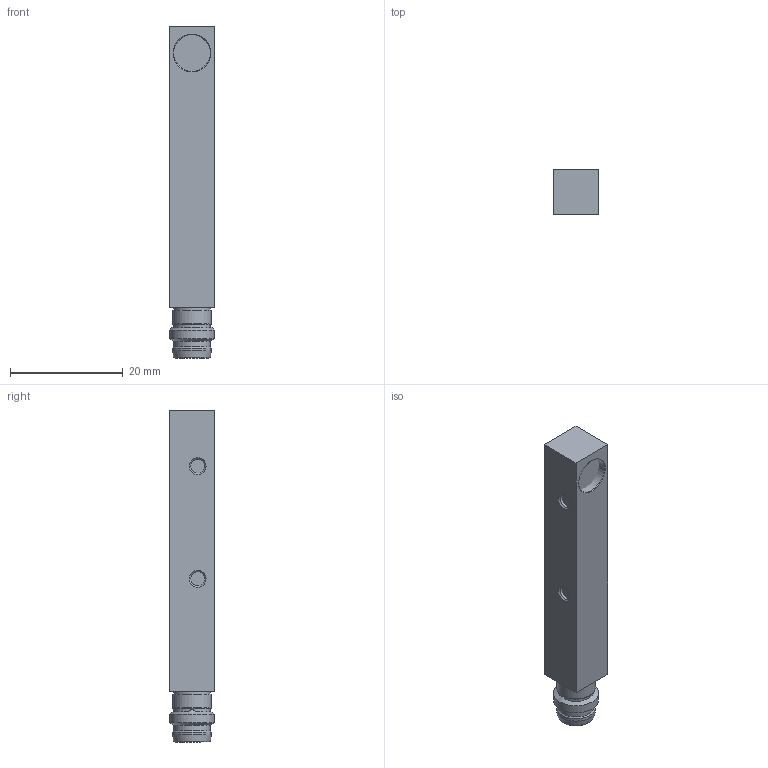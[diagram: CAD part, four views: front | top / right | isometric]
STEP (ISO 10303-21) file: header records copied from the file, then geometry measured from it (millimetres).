
FILE_DESCRIPTION (( 'STEP AP214' ), '1' );
FILE_NAME ('CR8-AP-3F.STEP', '2018-04-11T18:11:21', ( '' ), ( '' ), 'SwSTEP 2.0', 'SolidWorks 2017', '' );
FILE_SCHEMA (( 'AUTOMOTIVE_DESIGN' ));
Length unit declared in the file: inch
Products named in the file (1): CR8-AP-3F
Bounding box: 8 x 8 x 59 mm (x, y, z)
Volume: 3593.8 mm3; surface area: 4023.1 mm2
Topology: 2 solids, 2 shells, 63 faces, 153 edges, 96 vertices
Faces by surface type: plane 23, cylinder 23, cone 11, bspline 3, sphere 2, torus 1
Full cylindrical faces by diameter (mm): 1 x2, 1.016 x1, 2.5 x2, 5.8 x1, 6.1 x1, 6.5 x3, 6.8 x1, 6.9 x1, 8 x1
Entity records: 1866 total; most frequent: CARTESIAN_POINT 529, DIRECTION 280, ORIENTED_EDGE 214, AXIS2_PLACEMENT_3D 117, EDGE_CURVE 107, EDGE_LOOP 102, VERTEX_POINT 81, FACE_OUTER_BOUND 79
